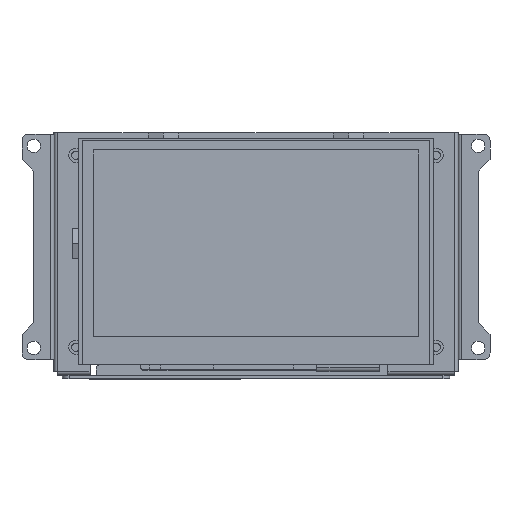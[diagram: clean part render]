
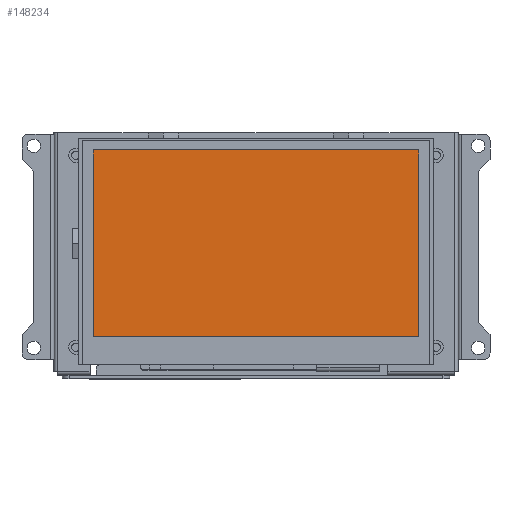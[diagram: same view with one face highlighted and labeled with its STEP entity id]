
A CAD part, top view. The second image highlights one B-rep face of the part: STEP entity #148234.
In plain terms, the highlighted planar face has unit normal (0, 0, 1).
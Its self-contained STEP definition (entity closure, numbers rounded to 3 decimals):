
#4693=FACE_OUTER_BOUND('',#12678,.T.);
#12678=EDGE_LOOP('',(#98877,#98878,#98879,#98880));
#21991=LINE('',#210482,#40213);
#21992=LINE('',#210484,#40214);
#21993=LINE('',#210486,#40215);
#21994=LINE('',#210487,#40216);
#40213=VECTOR('',#168316,10.);
#40214=VECTOR('',#168317,10.);
#40215=VECTOR('',#168318,10.);
#40216=VECTOR('',#168319,10.);
#61074=VERTEX_POINT('',#210480);
#61075=VERTEX_POINT('',#210481);
#61076=VERTEX_POINT('',#210483);
#61077=VERTEX_POINT('',#210485);
#75971=EDGE_CURVE('',#61074,#61075,#21991,.T.);
#75972=EDGE_CURVE('',#61075,#61076,#21992,.T.);
#75973=EDGE_CURVE('',#61076,#61077,#21993,.T.);
#75974=EDGE_CURVE('',#61077,#61074,#21994,.T.);
#98877=ORIENTED_EDGE('',*,*,#75971,.T.);
#98878=ORIENTED_EDGE('',*,*,#75972,.T.);
#98879=ORIENTED_EDGE('',*,*,#75973,.T.);
#98880=ORIENTED_EDGE('',*,*,#75974,.T.);
#142145=PLANE('',#156377);
#148234=ADVANCED_FACE('',(#4693),#142145,.T.);
#156377=AXIS2_PLACEMENT_3D('',#210479,#168314,#168315);
#168314=DIRECTION('center_axis',(0.,0.,
1.));
#168315=DIRECTION('ref_axis',(1.,0.,0.));
#168316=DIRECTION('',(-1.,0.,0.));
#168317=DIRECTION('',(0.,-1.,0.));
#168318=DIRECTION('',(1.,0.,0.));
#168319=DIRECTION('',(0.,1.,0.));
#210479=CARTESIAN_POINT('Origin',(0.,-2.705,
7.97));
#210480=CARTESIAN_POINT('',(48.35,27.77,7.97));
#210481=CARTESIAN_POINT('',(-48.35,27.77,7.97));
#210482=CARTESIAN_POINT('',(-24.175,27.77,7.97));
#210483=CARTESIAN_POINT('',(-48.35,-27.73,7.97));
#210484=CARTESIAN_POINT('',(-48.35,-15.218,7.97));
#210485=CARTESIAN_POINT('',(48.35,-27.73,7.97));
#210486=CARTESIAN_POINT('',(24.175,-27.73,7.97));
#210487=CARTESIAN_POINT('',(48.35,12.533,7.97));
